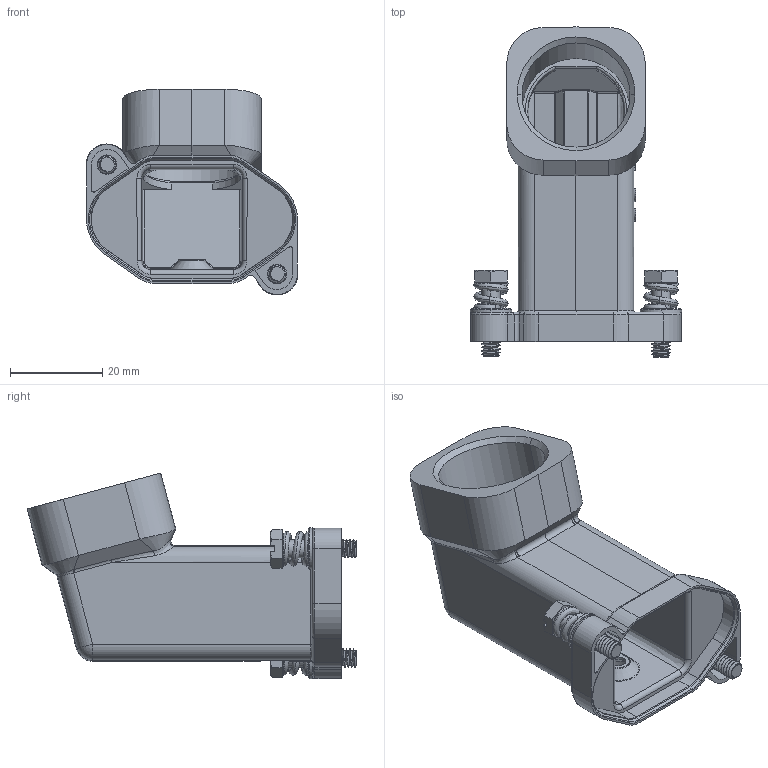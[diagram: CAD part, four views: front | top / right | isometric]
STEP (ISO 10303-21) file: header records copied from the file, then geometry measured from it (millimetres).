
FILE_DESCRIPTION(/* description */ (''),/* implementation_level */ '2;1');
FILE_NAME(/* name */ '3D_1130035205001 HP3A_H-SEH-2S-M25_V1.0_stp.stp',/* time_stamp */ '2023-12-12T18:50:02+08:00',/* author */ (''),/* organization */ (''),/* preprocessor_version */ 'ST-DEVELOPER v18.1',/* originating_system */ 'SIEMENS PLM Software NX 1980',/* authorisation */ '');
FILE_SCHEMA (('AUTOMOTIVE_DESIGN { 1 0 10303 214 3 1 1 1 }'));
Length unit declared in the file: inch
Products named in the file (1): temp2
Bounding box: 45.88 x 71.5 x 44.61 mm (x, y, z)
Volume: 17532.8 mm3; surface area: 16450 mm2
Topology: 1 solids, 1 shells, 424 faces, 1052 edges, 650 vertices
Faces by surface type: plane 164, cylinder 154, torus 41, bspline 32, cone 29, sphere 4
Entity records: 19966 total; most frequent: CARTESIAN_POINT 10369, ORIENTED_EDGE 2104, DIRECTION 1815, EDGE_CURVE 1052, AXIS2_PLACEMENT_3D 660, VERTEX_POINT 650, LINE 495, VECTOR 495
